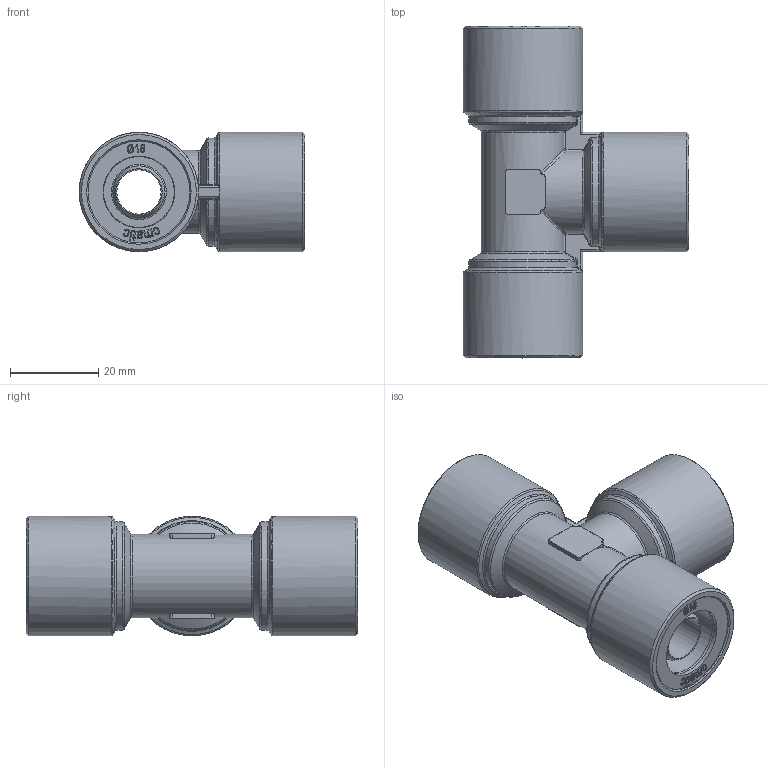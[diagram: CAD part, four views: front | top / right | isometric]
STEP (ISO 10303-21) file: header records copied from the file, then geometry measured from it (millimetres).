
FILE_DESCRIPTION(( 'MAF.29.16.16.stp' ), '1');
FILE_NAME( 'MAF.29.16.16.stp', '2021-02-19T15:25:21',( 'Sopra'),('sopra-pneumatic.com'), 'SwSTEP 2.0','SolidWorks 2009','' );
FILE_SCHEMA( ( 'CONFIG_CONTROL_DESIGN' ) );
Length unit declared in the file: millimetre
Products named in the file (1): Rivoluzione2
Bounding box: 51 x 75 x 27 mm (x, y, z)
Volume: 31087.3 mm3; surface area: 19126.5 mm2
Topology: 1 solids, 1 shells, 639 faces, 1652 edges, 1069 vertices
Faces by surface type: bspline 280, plane 253, cylinder 67, torus 22, cone 17
Full cylindrical faces by diameter (mm): 10 x3, 11.8 x3, 12.5 x2, 16.18 x6, 23 x3, 27 x3
Entity records: 31326 total; most frequent: CARTESIAN_POINT 17814, ORIENTED_EDGE 3212, DIRECTION 1934, EDGE_CURVE 1606, VERTEX_POINT 1058, LINE 818, VECTOR 818, EDGE_LOOP 732
